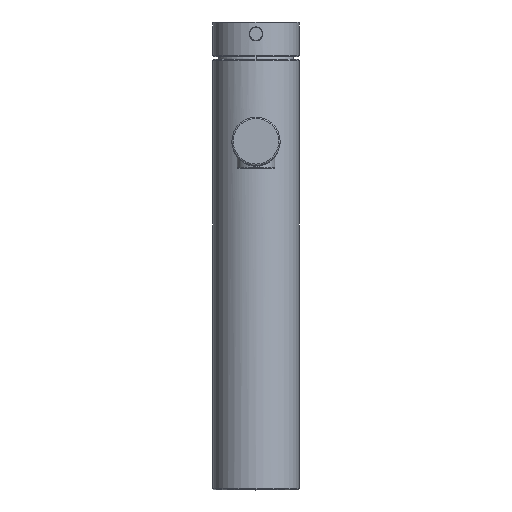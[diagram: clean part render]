
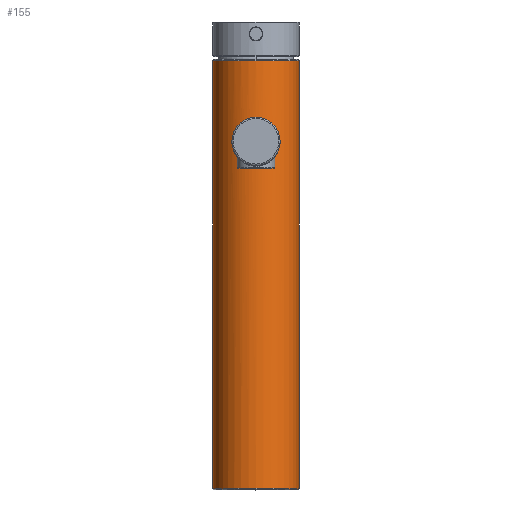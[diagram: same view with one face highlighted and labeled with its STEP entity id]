
A CAD part, top view. The second image highlights one B-rep face of the part: STEP entity #155.
In plain terms, the highlighted cylindrical face has radius 25 mm (diameter 50 mm), a partial arc.
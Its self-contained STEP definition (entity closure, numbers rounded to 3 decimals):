
#155=ADVANCED_FACE('',(#298,#299),#300,.T.);
#298=FACE_BOUND('',#512,.T.);
#299=FACE_OUTER_BOUND('',#513,.T.);
#300=CYLINDRICAL_SURFACE('',#514,25.0);
#512=EDGE_LOOP('',(#1320,#1321));
#513=EDGE_LOOP('',(#1322,#1323,#1324,#1325));
#514=AXIS2_PLACEMENT_3D('',#1326,#1327,#1328);
#1320=ORIENTED_EDGE('',*,*,#2127,.T.);
#1321=ORIENTED_EDGE('',*,*,#2128,.T.);
#1322=ORIENTED_EDGE('',*,*,#2129,.F.);
#1323=ORIENTED_EDGE('',*,*,#2126,.T.);
#1324=ORIENTED_EDGE('',*,*,#2130,.T.);
#1325=ORIENTED_EDGE('',*,*,#2131,.F.);
#1326=CARTESIAN_POINT('',(0.0,262.5,0.0));
#1327=DIRECTION('',(0.0,1.0,-0.0));
#1328=DIRECTION('',(-1.0,0.0,0.0));
#2126=EDGE_CURVE('',#2769,#2774,#2776,.T.);
#2127=EDGE_CURVE('',#2777,#2778,#2779,.T.);
#2128=EDGE_CURVE('',#2778,#2777,#2780,.T.);
#2129=EDGE_CURVE('',#2769,#2781,#2782,.T.);
#2130=EDGE_CURVE('',#2774,#2783,#2784,.T.);
#2131=EDGE_CURVE('',#2781,#2783,#2785,.T.);
#2769=VERTEX_POINT('',#3368);
#2774=VERTEX_POINT('',#3373);
#2776=CIRCLE('',#3375,25.0);
#2777=VERTEX_POINT('',#3376);
#2778=VERTEX_POINT('',#3377);
#2779=B_SPLINE_CURVE_WITH_KNOTS('',3,(#3378,#3379,#3380,#3381,#3382,#3383,#3384,#3385,#3386,#3387,#3388,#3389,#3390,#3391,#3392,#3393,#3394,#3395,#3396,#3397,#3398,#3399,#3400,#3401,#3402,#3403,#3404,#3405,#3406,#3407,#3408,#3409,#3410,#3411,#3412,#3413,#3414,#3415,#3416,#3417,#3418,#3419,#3420),.UNSPECIFIED.,.F.,.F.,(4,2,2,2,2,2,2,2,2,2,3,2,2,2,2,2,2,2,2,2,4),(-24.359,-21.658,-18.957,-16.256,-13.555,-10.854,-8.141,-5.427,-2.714,-1.357,0.0,1.357,2.714,5.427,8.141,10.854,13.555,16.256,18.957,21.658,24.359),.UNSPECIFIED.);
#2780=B_SPLINE_CURVE_WITH_KNOTS('',3,(#3421,#3422,#3423,#3424,#3425,#3426,#3427,#3428,#3429,#3430,#3431,#3432,#3433,#3434,#3435,#3436,#3437,#3438,#3439,#3440,#3441,#3442,#3443,#3444,#3445,#3446,#3447,#3448,#3449,#3450,#3451,#3452,#3453,#3454,#3455,#3456,#3457,#3458,#3459,#3460,#3461,#3462),.UNSPECIFIED.,.F.,.F.,(4,2,2,2,2,2,2,2,2,2,2,2,2,2,2,2,2,2,2,2,4),(18.957,21.658,24.359,27.06,29.761,32.462,35.175,37.889,40.602,41.959,43.316,44.673,46.029,48.743,51.456,54.17,56.871,59.572,62.273,64.974,67.675),.UNSPECIFIED.);
#2781=VERTEX_POINT('',#3463);
#2782=LINE('',#3464,#3465);
#2783=VERTEX_POINT('',#3466);
#2784=LINE('',#3467,#3468);
#2785=CIRCLE('',#3469,25.0);
#3368=CARTESIAN_POINT('',(-25.0,0.8,0.0));
#3373=CARTESIAN_POINT('',(25.0,0.8,0.0));
#3375=AXIS2_PLACEMENT_3D('',#4433,#4434,#4435);
#3376=CARTESIAN_POINT('',(0.0,216.0,25.0));
#3377=CARTESIAN_POINT('',(0.0,188.0,25.0));
#3378=CARTESIAN_POINT('',(-2.739,215.73,24.85));
#3379=CARTESIAN_POINT('',(-1.825,215.912,24.95));
#3380=CARTESIAN_POINT('',(-0.9,216.0,25.0));
#3381=CARTESIAN_POINT('',(0.9,216.0,25.0));
#3382=CARTESIAN_POINT('',(1.825,215.912,24.95));
#3383=CARTESIAN_POINT('',(3.652,215.547,24.749));
#3384=CARTESIAN_POINT('',(4.555,215.271,24.597));
#3385=CARTESIAN_POINT('',(6.274,214.55,24.216));
#3386=CARTESIAN_POINT('',(7.093,214.104,23.986));
#3387=CARTESIAN_POINT('',(8.601,213.084,23.487));
#3388=CARTESIAN_POINT('',(9.291,212.508,23.219));
#3389=CARTESIAN_POINT('',(10.511,211.288,22.693));
#3390=CARTESIAN_POINT('',(11.087,210.597,22.415));
#3391=CARTESIAN_POINT('',(12.107,209.089,21.881));
#3392=CARTESIAN_POINT('',(12.551,208.272,21.625));
#3393=CARTESIAN_POINT('',(13.27,206.557,21.191));
#3394=CARTESIAN_POINT('',(13.546,205.657,21.013));
#3395=CARTESIAN_POINT('',(13.82,204.287,20.833));
#3396=CARTESIAN_POINT('',(13.888,203.827,20.788));
#3397=CARTESIAN_POINT('',(13.978,202.91,20.727));
#3398=CARTESIAN_POINT('',(14.0,202.452,20.712));
#3399=CARTESIAN_POINT('',(14.0,202.0,20.712));
#3400=CARTESIAN_POINT('',(14.0,201.548,20.712));
#3401=CARTESIAN_POINT('',(13.978,201.09,20.727));
#3402=CARTESIAN_POINT('',(13.888,200.173,20.788));
#3403=CARTESIAN_POINT('',(13.82,199.713,20.833));
#3404=CARTESIAN_POINT('',(13.546,198.343,21.013));
#3405=CARTESIAN_POINT('',(13.27,197.443,21.191));
#3406=CARTESIAN_POINT('',(12.551,195.728,21.625));
#3407=CARTESIAN_POINT('',(12.107,194.911,21.881));
#3408=CARTESIAN_POINT('',(11.087,193.403,22.415));
#3409=CARTESIAN_POINT('',(10.511,192.712,22.693));
#3410=CARTESIAN_POINT('',(9.291,191.492,23.219));
#3411=CARTESIAN_POINT('',(8.601,190.916,23.487));
#3412=CARTESIAN_POINT('',(7.093,189.896,23.986));
#3413=CARTESIAN_POINT('',(6.274,189.45,24.216));
#3414=CARTESIAN_POINT('',(4.555,188.729,24.597));
#3415=CARTESIAN_POINT('',(3.652,188.453,24.749));
#3416=CARTESIAN_POINT('',(1.825,188.088,24.95));
#3417=CARTESIAN_POINT('',(0.9,188.0,25.0));
#3418=CARTESIAN_POINT('',(-0.9,188.0,25.0));
#3419=CARTESIAN_POINT('',(-1.825,188.088,24.95));
#3420=CARTESIAN_POINT('',(-2.739,188.27,24.85));
#3421=CARTESIAN_POINT('',(2.739,188.27,24.85));
#3422=CARTESIAN_POINT('',(1.825,188.088,24.95));
#3423=CARTESIAN_POINT('',(0.9,188.0,25.0));
#3424=CARTESIAN_POINT('',(-0.9,188.0,25.0));
#3425=CARTESIAN_POINT('',(-1.825,188.088,24.95));
#3426=CARTESIAN_POINT('',(-3.652,188.453,24.749));
#3427=CARTESIAN_POINT('',(-4.555,188.729,24.597));
#3428=CARTESIAN_POINT('',(-6.274,189.45,24.216));
#3429=CARTESIAN_POINT('',(-7.093,189.896,23.986));
#3430=CARTESIAN_POINT('',(-8.601,190.916,23.487));
#3431=CARTESIAN_POINT('',(-9.291,191.492,23.219));
#3432=CARTESIAN_POINT('',(-10.511,192.712,22.693));
#3433=CARTESIAN_POINT('',(-11.087,193.403,22.415));
#3434=CARTESIAN_POINT('',(-12.107,194.911,21.881));
#3435=CARTESIAN_POINT('',(-12.551,195.728,21.625));
#3436=CARTESIAN_POINT('',(-13.27,197.443,21.191));
#3437=CARTESIAN_POINT('',(-13.546,198.343,21.013));
#3438=CARTESIAN_POINT('',(-13.82,199.713,20.833));
#3439=CARTESIAN_POINT('',(-13.888,200.173,20.788));
#3440=CARTESIAN_POINT('',(-13.978,201.09,20.727));
#3441=CARTESIAN_POINT('',(-14.0,201.548,20.712));
#3442=CARTESIAN_POINT('',(-14.0,202.452,20.712));
#3443=CARTESIAN_POINT('',(-13.978,202.91,20.727));
#3444=CARTESIAN_POINT('',(-13.888,203.827,20.788));
#3445=CARTESIAN_POINT('',(-13.82,204.287,20.833));
#3446=CARTESIAN_POINT('',(-13.546,205.657,21.013));
#3447=CARTESIAN_POINT('',(-13.27,206.557,21.191));
#3448=CARTESIAN_POINT('',(-12.551,208.272,21.625));
#3449=CARTESIAN_POINT('',(-12.107,209.089,21.881));
#3450=CARTESIAN_POINT('',(-11.087,210.597,22.415));
#3451=CARTESIAN_POINT('',(-10.511,211.288,22.693));
#3452=CARTESIAN_POINT('',(-9.291,212.508,23.219));
#3453=CARTESIAN_POINT('',(-8.601,213.084,23.487));
#3454=CARTESIAN_POINT('',(-7.093,214.104,23.986));
#3455=CARTESIAN_POINT('',(-6.274,214.55,24.216));
#3456=CARTESIAN_POINT('',(-4.555,215.271,24.597));
#3457=CARTESIAN_POINT('',(-3.652,215.547,24.749));
#3458=CARTESIAN_POINT('',(-1.825,215.912,24.95));
#3459=CARTESIAN_POINT('',(-0.9,216.0,25.0));
#3460=CARTESIAN_POINT('',(0.9,216.0,25.0));
#3461=CARTESIAN_POINT('',(1.825,215.912,24.95));
#3462=CARTESIAN_POINT('',(2.739,215.73,24.85));
#3463=CARTESIAN_POINT('',(-25.0,249.2,0.0));
#3464=CARTESIAN_POINT('',(-25.0,0.8,0.));
#3465=VECTOR('',#4436,248.4);
#3466=CARTESIAN_POINT('',(25.0,249.2,0.0));
#3467=CARTESIAN_POINT('',(25.0,0.8,0.));
#3468=VECTOR('',#4437,248.4);
#3469=AXIS2_PLACEMENT_3D('',#4438,#4439,#4440);
#4433=CARTESIAN_POINT('',(0.,0.8,0.0));
#4434=DIRECTION('',(0.0,1.0,0.0));
#4435=DIRECTION('',(-1.0,0.0,0.0));
#4436=DIRECTION('',(0.0,1.0,0.));
#4437=DIRECTION('',(0.0,1.0,0.));
#4438=CARTESIAN_POINT('',(0.0,249.2,0.0));
#4439=DIRECTION('',(0.0,1.0,0.0));
#4440=DIRECTION('',(-1.0,0.0,0.0));
